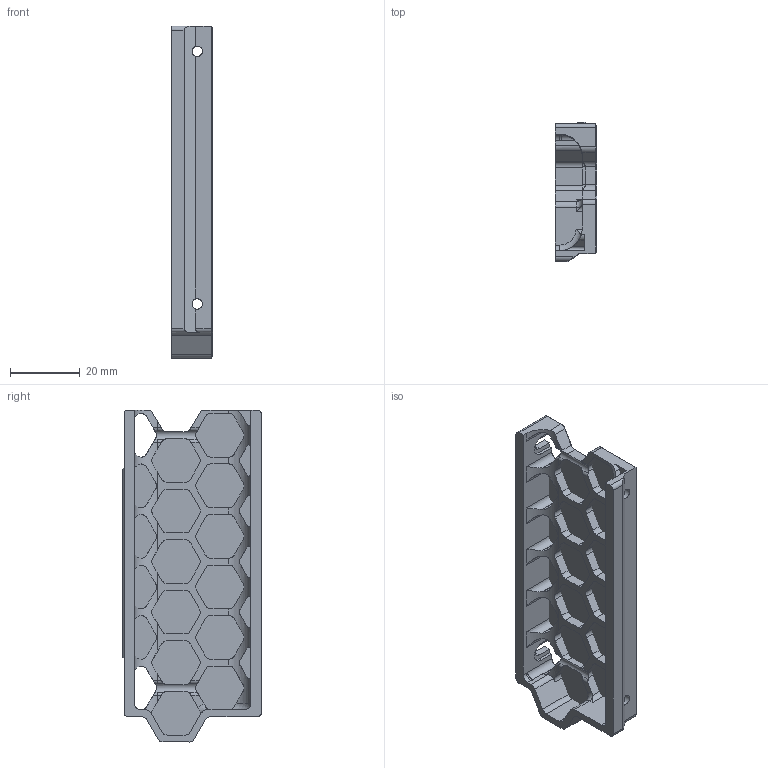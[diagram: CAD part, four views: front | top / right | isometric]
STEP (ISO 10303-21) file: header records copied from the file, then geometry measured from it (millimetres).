
FILE_DESCRIPTION(/* description */ (''),/* implementation_level */ '2;1');
FILE_NAME(/* name */ 'Side Skirts With Inserts x2.step',/* time_stamp */ '2023-01-21T11:13:24-05:00',/* author */ (''),/* organization */ (''),/* preprocessor_version */ 'ST-DEVELOPER v19.2',/* originating_system */ 'Autodesk Translation Framework v11.17.0.187',/* authorisation */ '');
FILE_SCHEMA (('AUTOMOTIVE_DESIGN { 1 0 10303 214 3 1 1 }'));
Length unit declared in the file: millimetre
Products named in the file (2): Side Skirts; Inserts (4)
Assembly tree (1 placements, depth 2):
  Side Skirts
    Inserts (4)
Bounding box: 12 x 39.9 x 95.47 mm (x, y, z)
Volume: 13475.9 mm3; surface area: 15707.1 mm2
Topology: 17 solids, 17 shells, 780 faces, 2056 edges, 1287 vertices
Faces by surface type: plane 407, cylinder 253, cone 113, bspline 4, torus 3
Full cylindrical faces by diameter (mm): 3 x2
Entity records: 24672 total; most frequent: CARTESIAN_POINT 5066, ORIENTED_EDGE 4112, DIRECTION 4107, EDGE_CURVE 2056, AXIS2_PLACEMENT_3D 1387, LINE 1333, VECTOR 1333, VERTEX_POINT 1287
